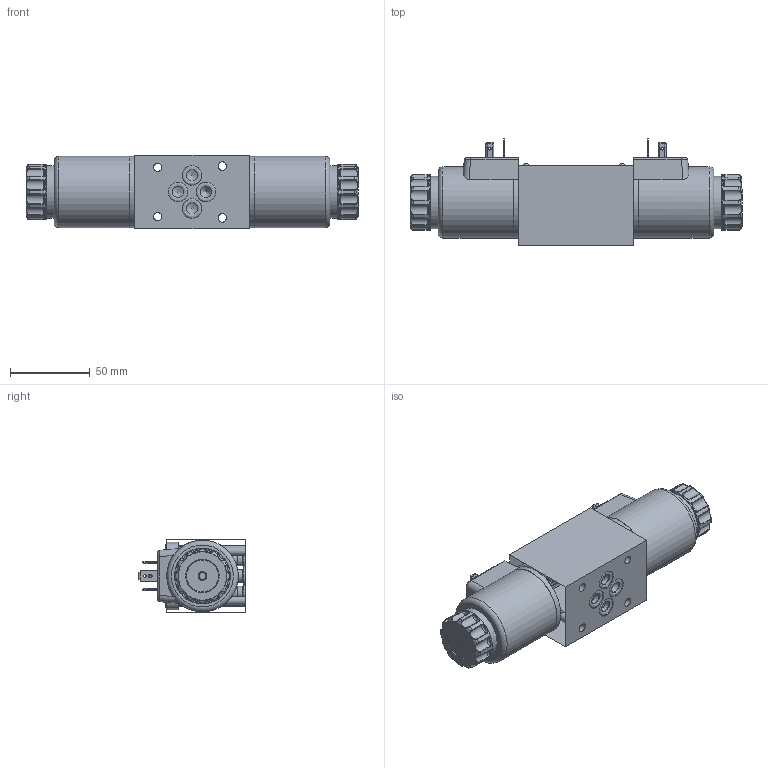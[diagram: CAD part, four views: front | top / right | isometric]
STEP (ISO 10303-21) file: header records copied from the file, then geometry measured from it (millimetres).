
FILE_DESCRIPTION (( 'STEP AP214' ), '1' );
FILE_NAME ('WVM-6I-3-2-Y-OF rastriert.STEP', '2023-07-18T06:06:08', ( '' ), ( '' ), 'SwSTEP 2.0', 'SolidWorks 2022', '' );
FILE_SCHEMA (( 'AUTOMOTIVE_DESIGN' ));
Length unit declared in the file: millimetre
Products named in the file (1): WVM-6I-3-2-Y-OF rastriert
Bounding box: 208.4 x 67.1 x 46 mm (x, y, z)
Volume: 364298.5 mm3; surface area: 44608 mm2
Topology: 1 solids, 3 shells, 1068 faces, 2580 edges, 1549 vertices
Faces by surface type: plane 462, bspline 199, cylinder 168, torus 130, cone 59, sphere 50
Full cylindrical faces by diameter (mm): 1.65 x6, 1.85 x2, 2 x2, 2.4 x2, 2.5 x2, 2.7 x2, 4.9 x2, 5.3 x4, 5.5 x2, 5.6 x4, 7.6 x1, 7.8 x3, 8 x6, 10 x4, 12.35 x4, 20.376 x2, 33 x2, 35 x2, 44.8 x2, 45 x2
Entity records: 47036 total; most frequent: CARTESIAN_POINT 12688, ORIENTED_EDGE 4828, DIRECTION 4564, EDGE_CURVE 2414, AXIS2_PLACEMENT_3D 1676, VERTEX_POINT 1520, EDGE_LOOP 1264, LINE 1212
